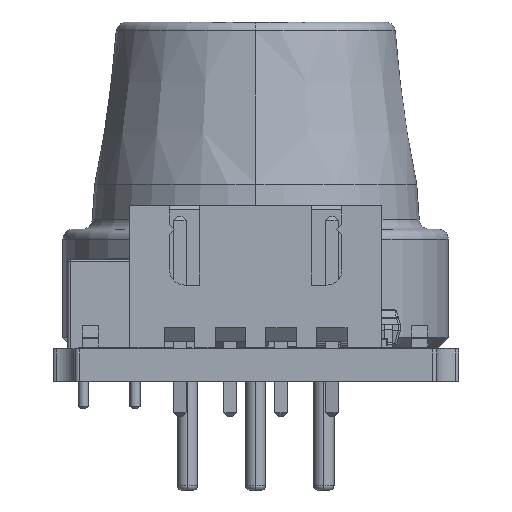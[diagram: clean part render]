
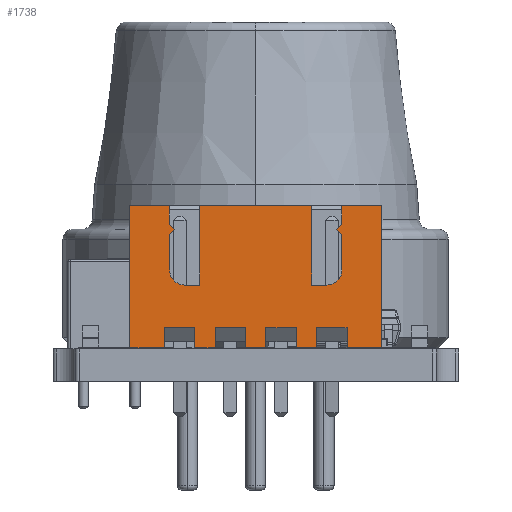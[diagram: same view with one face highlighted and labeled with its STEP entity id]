
A CAD part, left-side view. The second image highlights one B-rep face of the part: STEP entity #1738.
In plain terms, the highlighted face is planar.
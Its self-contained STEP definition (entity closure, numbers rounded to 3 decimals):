
#1087 = VERTEX_POINT('',#1088);
#1088 = CARTESIAN_POINT('',(-2.45,2.35,0.));
#1096 = EDGE_CURVE('',#1087,#1097,#1099,.T.);
#1097 = VERTEX_POINT('',#1098);
#1098 = CARTESIAN_POINT('',(-2.45,2.35,7.));
#1099 = LINE('',#1100,#1101);
#1100 = CARTESIAN_POINT('',(-2.45,2.35,0.));
#1101 = VECTOR('',#1102,1.);
#1102 = DIRECTION('',(0.,0.,1.));
#1352 = VERTEX_POINT('',#1353);
#1353 = CARTESIAN_POINT('',(9.95,2.35,0.));
#1395 = VERTEX_POINT('',#1396);
#1396 = CARTESIAN_POINT('',(9.95,2.35,7.));
#1402 = EDGE_CURVE('',#1352,#1395,#1403,.T.);
#1403 = LINE('',#1404,#1405);
#1404 = CARTESIAN_POINT('',(9.95,2.35,0.));
#1405 = VECTOR('',#1406,1.);
#1406 = DIRECTION('',(0.,0.,1.));
#1507 = EDGE_CURVE('',#1508,#1087,#1510,.T.);
#1508 = VERTEX_POINT('',#1509);
#1509 = CARTESIAN_POINT('',(-0.75,2.35,0.));
#1510 = LINE('',#1511,#1512);
#1511 = CARTESIAN_POINT('',(9.95,2.35,0.));
#1512 = VECTOR('',#1513,1.);
#1513 = DIRECTION('',(-1.,0.,0.));
#1720 = VERTEX_POINT('',#1721);
#1721 = CARTESIAN_POINT('',(-0.5,2.35,7.));
#1727 = EDGE_CURVE('',#1720,#1097,#1728,.T.);
#1728 = LINE('',#1729,#1730);
#1729 = CARTESIAN_POINT('',(9.95,2.35,7.));
#1730 = VECTOR('',#1731,1.);
#1731 = DIRECTION('',(-1.,0.,0.));
#1738 = ADVANCED_FACE('',(#1739),#1999,.F.);
#1739 = FACE_BOUND('',#1740,.F.);
#1740 = EDGE_LOOP('',(#1741,#1749,#1750,#1758,#1766,#1774,#1782,#1790,
    #1799,#1807,#1815,#1823,#1831,#1839,#1848,#1856,#1864,#1872,#1878,
    #1879,#1880,#1881,#1889,#1897,#1905,#1913,#1921,#1929,#1937,#1945,
    #1953,#1961,#1969,#1977,#1985,#1993));
#1741 = ORIENTED_EDGE('',*,*,#1742,.F.);
#1742 = EDGE_CURVE('',#1352,#1743,#1745,.T.);
#1743 = VERTEX_POINT('',#1744);
#1744 = CARTESIAN_POINT('',(8.25,2.35,0.));
#1745 = LINE('',#1746,#1747);
#1746 = CARTESIAN_POINT('',(9.95,2.35,0.));
#1747 = VECTOR('',#1748,1.);
#1748 = DIRECTION('',(-1.,0.,0.));
#1749 = ORIENTED_EDGE('',*,*,#1402,.T.);
#1750 = ORIENTED_EDGE('',*,*,#1751,.T.);
#1751 = EDGE_CURVE('',#1395,#1752,#1754,.T.);
#1752 = VERTEX_POINT('',#1753);
#1753 = CARTESIAN_POINT('',(8.,2.35,7.));
#1754 = LINE('',#1755,#1756);
#1755 = CARTESIAN_POINT('',(9.95,2.35,7.));
#1756 = VECTOR('',#1757,1.);
#1757 = DIRECTION('',(-1.,0.,0.));
#1758 = ORIENTED_EDGE('',*,*,#1759,.F.);
#1759 = EDGE_CURVE('',#1760,#1752,#1762,.T.);
#1760 = VERTEX_POINT('',#1761);
#1761 = CARTESIAN_POINT('',(8.,2.35,6.1));
#1762 = LINE('',#1763,#1764);
#1763 = CARTESIAN_POINT('',(8.,2.35,6.1));
#1764 = VECTOR('',#1765,1.);
#1765 = DIRECTION('',(0.,0.,1.));
#1766 = ORIENTED_EDGE('',*,*,#1767,.F.);
#1767 = EDGE_CURVE('',#1768,#1760,#1770,.T.);
#1768 = VERTEX_POINT('',#1769);
#1769 = CARTESIAN_POINT('',(7.75,2.35,5.85));
#1770 = LINE('',#1771,#1772);
#1771 = CARTESIAN_POINT('',(7.75,2.35,5.85));
#1772 = VECTOR('',#1773,1.);
#1773 = DIRECTION('',(0.707,0.,0.707)
  );
#1774 = ORIENTED_EDGE('',*,*,#1775,.F.);
#1775 = EDGE_CURVE('',#1776,#1768,#1778,.T.);
#1776 = VERTEX_POINT('',#1777);
#1777 = CARTESIAN_POINT('',(8.,2.35,5.6));
#1778 = LINE('',#1779,#1780);
#1779 = CARTESIAN_POINT('',(8.,2.35,5.6));
#1780 = VECTOR('',#1781,1.);
#1781 = DIRECTION('',(-0.707,0.,0.707)
  );
#1782 = ORIENTED_EDGE('',*,*,#1783,.F.);
#1783 = EDGE_CURVE('',#1784,#1776,#1786,.T.);
#1784 = VERTEX_POINT('',#1785);
#1785 = CARTESIAN_POINT('',(8.,2.35,3.85));
#1786 = LINE('',#1787,#1788);
#1787 = CARTESIAN_POINT('',(8.,2.35,3.1));
#1788 = VECTOR('',#1789,1.);
#1789 = DIRECTION('',(0.,0.,1.));
#1790 = ORIENTED_EDGE('',*,*,#1791,.F.);
#1791 = EDGE_CURVE('',#1792,#1784,#1794,.T.);
#1792 = VERTEX_POINT('',#1793);
#1793 = CARTESIAN_POINT('',(7.25,2.35,3.1));
#1794 = CIRCLE('',#1795,0.75);
#1795 = AXIS2_PLACEMENT_3D('',#1796,#1797,#1798);
#1796 = CARTESIAN_POINT('',(7.25,2.35,3.85));
#1797 = DIRECTION('',(0.,-1.,0.));
#1798 = DIRECTION('',(0.,0.,1.));
#1799 = ORIENTED_EDGE('',*,*,#1800,.F.);
#1800 = EDGE_CURVE('',#1801,#1792,#1803,.T.);
#1801 = VERTEX_POINT('',#1802);
#1802 = CARTESIAN_POINT('',(6.5,2.35,3.1));
#1803 = LINE('',#1804,#1805);
#1804 = CARTESIAN_POINT('',(6.5,2.35,3.1));
#1805 = VECTOR('',#1806,1.);
#1806 = DIRECTION('',(1.,0.,0.));
#1807 = ORIENTED_EDGE('',*,*,#1808,.F.);
#1808 = EDGE_CURVE('',#1809,#1801,#1811,.T.);
#1809 = VERTEX_POINT('',#1810);
#1810 = CARTESIAN_POINT('',(6.5,2.35,7.));
#1811 = LINE('',#1812,#1813);
#1812 = CARTESIAN_POINT('',(6.5,2.35,7.));
#1813 = VECTOR('',#1814,1.);
#1814 = DIRECTION('',(-0.,0.,-1.));
#1815 = ORIENTED_EDGE('',*,*,#1816,.T.);
#1816 = EDGE_CURVE('',#1809,#1817,#1819,.T.);
#1817 = VERTEX_POINT('',#1818);
#1818 = CARTESIAN_POINT('',(1.,2.35,7.));
#1819 = LINE('',#1820,#1821);
#1820 = CARTESIAN_POINT('',(9.95,2.35,7.));
#1821 = VECTOR('',#1822,1.);
#1822 = DIRECTION('',(-1.,0.,0.));
#1823 = ORIENTED_EDGE('',*,*,#1824,.T.);
#1824 = EDGE_CURVE('',#1817,#1825,#1827,.T.);
#1825 = VERTEX_POINT('',#1826);
#1826 = CARTESIAN_POINT('',(1.,2.35,3.1));
#1827 = LINE('',#1828,#1829);
#1828 = CARTESIAN_POINT('',(1.,2.35,7.));
#1829 = VECTOR('',#1830,1.);
#1830 = DIRECTION('',(-0.,0.,-1.));
#1831 = ORIENTED_EDGE('',*,*,#1832,.T.);
#1832 = EDGE_CURVE('',#1825,#1833,#1835,.T.);
#1833 = VERTEX_POINT('',#1834);
#1834 = CARTESIAN_POINT('',(0.25,2.35,3.1));
#1835 = LINE('',#1836,#1837);
#1836 = CARTESIAN_POINT('',(1.,2.35,3.1));
#1837 = VECTOR('',#1838,1.);
#1838 = DIRECTION('',(-1.,0.,0.));
#1839 = ORIENTED_EDGE('',*,*,#1840,.T.);
#1840 = EDGE_CURVE('',#1833,#1841,#1843,.T.);
#1841 = VERTEX_POINT('',#1842);
#1842 = CARTESIAN_POINT('',(-0.5,2.35,3.85));
#1843 = CIRCLE('',#1844,0.75);
#1844 = AXIS2_PLACEMENT_3D('',#1845,#1846,#1847);
#1845 = CARTESIAN_POINT('',(0.25,2.35,3.85));
#1846 = DIRECTION('',(0.,1.,-0.));
#1847 = DIRECTION('',(0.,0.,1.));
#1848 = ORIENTED_EDGE('',*,*,#1849,.T.);
#1849 = EDGE_CURVE('',#1841,#1850,#1852,.T.);
#1850 = VERTEX_POINT('',#1851);
#1851 = CARTESIAN_POINT('',(-0.5,2.35,5.6));
#1852 = LINE('',#1853,#1854);
#1853 = CARTESIAN_POINT('',(-0.5,2.35,3.1));
#1854 = VECTOR('',#1855,1.);
#1855 = DIRECTION('',(0.,0.,1.));
#1856 = ORIENTED_EDGE('',*,*,#1857,.T.);
#1857 = EDGE_CURVE('',#1850,#1858,#1860,.T.);
#1858 = VERTEX_POINT('',#1859);
#1859 = CARTESIAN_POINT('',(-0.25,2.35,5.85));
#1860 = LINE('',#1861,#1862);
#1861 = CARTESIAN_POINT('',(-0.5,2.35,5.6));
#1862 = VECTOR('',#1863,1.);
#1863 = DIRECTION('',(0.707,0.,0.707)
  );
#1864 = ORIENTED_EDGE('',*,*,#1865,.T.);
#1865 = EDGE_CURVE('',#1858,#1866,#1868,.T.);
#1866 = VERTEX_POINT('',#1867);
#1867 = CARTESIAN_POINT('',(-0.5,2.35,6.1));
#1868 = LINE('',#1869,#1870);
#1869 = CARTESIAN_POINT('',(-0.25,2.35,5.85));
#1870 = VECTOR('',#1871,1.);
#1871 = DIRECTION('',(-0.707,0.,0.707)
  );
#1872 = ORIENTED_EDGE('',*,*,#1873,.T.);
#1873 = EDGE_CURVE('',#1866,#1720,#1874,.T.);
#1874 = LINE('',#1875,#1876);
#1875 = CARTESIAN_POINT('',(-0.5,2.35,6.1));
#1876 = VECTOR('',#1877,1.);
#1877 = DIRECTION('',(0.,0.,1.));
#1878 = ORIENTED_EDGE('',*,*,#1727,.T.);
#1879 = ORIENTED_EDGE('',*,*,#1096,.F.);
#1880 = ORIENTED_EDGE('',*,*,#1507,.F.);
#1881 = ORIENTED_EDGE('',*,*,#1882,.T.);
#1882 = EDGE_CURVE('',#1508,#1883,#1885,.T.);
#1883 = VERTEX_POINT('',#1884);
#1884 = CARTESIAN_POINT('',(-0.75,2.35,1.));
#1885 = LINE('',#1886,#1887);
#1886 = CARTESIAN_POINT('',(-0.75,2.35,0.));
#1887 = VECTOR('',#1888,1.);
#1888 = DIRECTION('',(0.,0.,1.));
#1889 = ORIENTED_EDGE('',*,*,#1890,.F.);
#1890 = EDGE_CURVE('',#1891,#1883,#1893,.T.);
#1891 = VERTEX_POINT('',#1892);
#1892 = CARTESIAN_POINT('',(0.75,2.35,1.));
#1893 = LINE('',#1894,#1895);
#1894 = CARTESIAN_POINT('',(0.75,2.35,1.));
#1895 = VECTOR('',#1896,1.);
#1896 = DIRECTION('',(-1.,0.,0.));
#1897 = ORIENTED_EDGE('',*,*,#1898,.F.);
#1898 = EDGE_CURVE('',#1899,#1891,#1901,.T.);
#1899 = VERTEX_POINT('',#1900);
#1900 = CARTESIAN_POINT('',(0.75,2.35,0.));
#1901 = LINE('',#1902,#1903);
#1902 = CARTESIAN_POINT('',(0.75,2.35,0.));
#1903 = VECTOR('',#1904,1.);
#1904 = DIRECTION('',(0.,0.,1.));
#1905 = ORIENTED_EDGE('',*,*,#1906,.F.);
#1906 = EDGE_CURVE('',#1907,#1899,#1909,.T.);
#1907 = VERTEX_POINT('',#1908);
#1908 = CARTESIAN_POINT('',(1.75,2.35,0.));
#1909 = LINE('',#1910,#1911);
#1910 = CARTESIAN_POINT('',(9.95,2.35,0.));
#1911 = VECTOR('',#1912,1.);
#1912 = DIRECTION('',(-1.,0.,0.));
#1913 = ORIENTED_EDGE('',*,*,#1914,.T.);
#1914 = EDGE_CURVE('',#1907,#1915,#1917,.T.);
#1915 = VERTEX_POINT('',#1916);
#1916 = CARTESIAN_POINT('',(1.75,2.35,1.));
#1917 = LINE('',#1918,#1919);
#1918 = CARTESIAN_POINT('',(1.75,2.35,0.));
#1919 = VECTOR('',#1920,1.);
#1920 = DIRECTION('',(0.,0.,1.));
#1921 = ORIENTED_EDGE('',*,*,#1922,.F.);
#1922 = EDGE_CURVE('',#1923,#1915,#1925,.T.);
#1923 = VERTEX_POINT('',#1924);
#1924 = CARTESIAN_POINT('',(3.25,2.35,1.));
#1925 = LINE('',#1926,#1927);
#1926 = CARTESIAN_POINT('',(3.25,2.35,1.));
#1927 = VECTOR('',#1928,1.);
#1928 = DIRECTION('',(-1.,0.,0.));
#1929 = ORIENTED_EDGE('',*,*,#1930,.F.);
#1930 = EDGE_CURVE('',#1931,#1923,#1933,.T.);
#1931 = VERTEX_POINT('',#1932);
#1932 = CARTESIAN_POINT('',(3.25,2.35,0.));
#1933 = LINE('',#1934,#1935);
#1934 = CARTESIAN_POINT('',(3.25,2.35,0.));
#1935 = VECTOR('',#1936,1.);
#1936 = DIRECTION('',(0.,0.,1.));
#1937 = ORIENTED_EDGE('',*,*,#1938,.F.);
#1938 = EDGE_CURVE('',#1939,#1931,#1941,.T.);
#1939 = VERTEX_POINT('',#1940);
#1940 = CARTESIAN_POINT('',(4.25,2.35,0.));
#1941 = LINE('',#1942,#1943);
#1942 = CARTESIAN_POINT('',(9.95,2.35,0.));
#1943 = VECTOR('',#1944,1.);
#1944 = DIRECTION('',(-1.,0.,0.));
#1945 = ORIENTED_EDGE('',*,*,#1946,.T.);
#1946 = EDGE_CURVE('',#1939,#1947,#1949,.T.);
#1947 = VERTEX_POINT('',#1948);
#1948 = CARTESIAN_POINT('',(4.25,2.35,1.));
#1949 = LINE('',#1950,#1951);
#1950 = CARTESIAN_POINT('',(4.25,2.35,0.));
#1951 = VECTOR('',#1952,1.);
#1952 = DIRECTION('',(0.,0.,1.));
#1953 = ORIENTED_EDGE('',*,*,#1954,.F.);
#1954 = EDGE_CURVE('',#1955,#1947,#1957,.T.);
#1955 = VERTEX_POINT('',#1956);
#1956 = CARTESIAN_POINT('',(5.75,2.35,1.));
#1957 = LINE('',#1958,#1959);
#1958 = CARTESIAN_POINT('',(5.75,2.35,1.));
#1959 = VECTOR('',#1960,1.);
#1960 = DIRECTION('',(-1.,0.,0.));
#1961 = ORIENTED_EDGE('',*,*,#1962,.F.);
#1962 = EDGE_CURVE('',#1963,#1955,#1965,.T.);
#1963 = VERTEX_POINT('',#1964);
#1964 = CARTESIAN_POINT('',(5.75,2.35,0.));
#1965 = LINE('',#1966,#1967);
#1966 = CARTESIAN_POINT('',(5.75,2.35,0.));
#1967 = VECTOR('',#1968,1.);
#1968 = DIRECTION('',(0.,0.,1.));
#1969 = ORIENTED_EDGE('',*,*,#1970,.F.);
#1970 = EDGE_CURVE('',#1971,#1963,#1973,.T.);
#1971 = VERTEX_POINT('',#1972);
#1972 = CARTESIAN_POINT('',(6.75,2.35,0.));
#1973 = LINE('',#1974,#1975);
#1974 = CARTESIAN_POINT('',(9.95,2.35,0.));
#1975 = VECTOR('',#1976,1.);
#1976 = DIRECTION('',(-1.,0.,0.));
#1977 = ORIENTED_EDGE('',*,*,#1978,.T.);
#1978 = EDGE_CURVE('',#1971,#1979,#1981,.T.);
#1979 = VERTEX_POINT('',#1980);
#1980 = CARTESIAN_POINT('',(6.75,2.35,1.));
#1981 = LINE('',#1982,#1983);
#1982 = CARTESIAN_POINT('',(6.75,2.35,0.));
#1983 = VECTOR('',#1984,1.);
#1984 = DIRECTION('',(0.,0.,1.));
#1985 = ORIENTED_EDGE('',*,*,#1986,.F.);
#1986 = EDGE_CURVE('',#1987,#1979,#1989,.T.);
#1987 = VERTEX_POINT('',#1988);
#1988 = CARTESIAN_POINT('',(8.25,2.35,1.));
#1989 = LINE('',#1990,#1991);
#1990 = CARTESIAN_POINT('',(8.25,2.35,1.));
#1991 = VECTOR('',#1992,1.);
#1992 = DIRECTION('',(-1.,0.,0.));
#1993 = ORIENTED_EDGE('',*,*,#1994,.F.);
#1994 = EDGE_CURVE('',#1743,#1987,#1995,.T.);
#1995 = LINE('',#1996,#1997);
#1996 = CARTESIAN_POINT('',(8.25,2.35,0.));
#1997 = VECTOR('',#1998,1.);
#1998 = DIRECTION('',(0.,0.,1.));
#1999 = PLANE('',#2000);
#2000 = AXIS2_PLACEMENT_3D('',#2001,#2002,#2003);
#2001 = CARTESIAN_POINT('',(9.95,2.35,0.));
#2002 = DIRECTION('',(0.,-1.,0.));
#2003 = DIRECTION('',(-1.,0.,0.));
